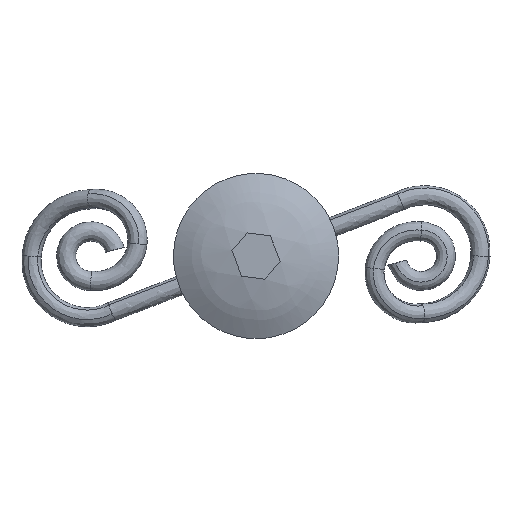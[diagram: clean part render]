
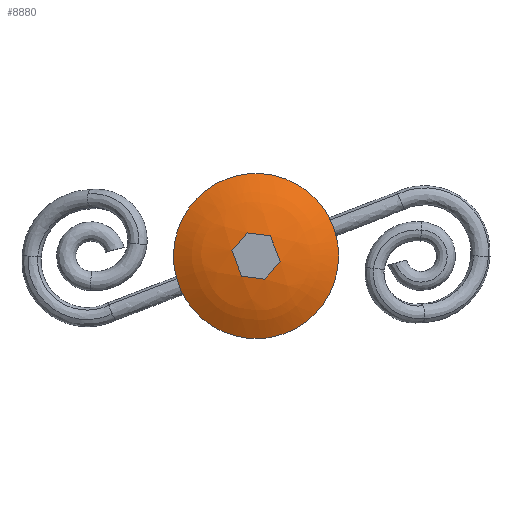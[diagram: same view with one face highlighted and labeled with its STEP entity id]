
A CAD part, top view. The second image highlights one B-rep face of the part: STEP entity #8880.
In plain terms, the highlighted free-form (B-spline) face has degree [2, 2] with [4, 4] control points.
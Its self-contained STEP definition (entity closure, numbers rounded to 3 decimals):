
#6104=CARTESIAN_POINT('',(-0.708,5.958,7.852));
#6105=VERTEX_POINT('',#6104);
#6111=CARTESIAN_POINT('',(6.0,0.0,7.852));
#6112=VERTEX_POINT('',#6111);
#6113=CARTESIAN_POINT('',(-0.708,5.958,7.852));
#6114=CARTESIAN_POINT('',(-0.355,6.0,7.852));
#6115=CARTESIAN_POINT('',(0.0,6.0,7.852));
#6116=CARTESIAN_POINT('',(6.0,6.0,7.852));
#6117=CARTESIAN_POINT('',(6.0,0.0,7.852));
#6125=(BOUNDED_CURVE()B_SPLINE_CURVE(2,(#6113,#6114,#6115,#6116,#6117),.UNSPECIFIED.,.F.,.U.)B_SPLINE_CURVE_WITH_KNOTS((3,2,3),(0.23,0.25,0.5),.UNSPECIFIED.)CURVE()GEOMETRIC_REPRESENTATION_ITEM()RATIONAL_B_SPLINE_CURVE((0.956,0.976,1.0,0.707,1.0))REPRESENTATION_ITEM(''));
#6126=EDGE_CURVE('',#6105,#6112,#6125,.T.);
#6128=CARTESIAN_POINT('',(0.366,-5.989,7.852));
#6129=VERTEX_POINT('',#6128);
#6130=CARTESIAN_POINT('',(6.0,0.0,7.852));
#6131=CARTESIAN_POINT('',(6.0,-5.644,7.852));
#6132=CARTESIAN_POINT('',(0.366,-5.989,7.852));
#6140=(BOUNDED_CURVE()B_SPLINE_CURVE(2,(#6130,#6131,#6132),.UNSPECIFIED.,.F.,.U.)B_SPLINE_CURVE_WITH_KNOTS((3,3),(0.5,0.739),.UNSPECIFIED.)CURVE()GEOMETRIC_REPRESENTATION_ITEM()RATIONAL_B_SPLINE_CURVE((1.0,0.72,0.976))REPRESENTATION_ITEM(''));
#6141=EDGE_CURVE('',#6112,#6129,#6140,.T.);
#6215=CARTESIAN_POINT('',(-6.0,0.0,7.852));
#6216=VERTEX_POINT('',#6215);
#6217=CARTESIAN_POINT('',(0.366,-5.989,7.852));
#6218=CARTESIAN_POINT('',(0.183,-6.0,7.852));
#6219=CARTESIAN_POINT('',(0.0,-6.0,7.852));
#6220=CARTESIAN_POINT('',(-6.0,-6.0,7.852));
#6221=CARTESIAN_POINT('',(-6.0,0.0,7.852));
#6229=(BOUNDED_CURVE()B_SPLINE_CURVE(2,(#6217,#6218,#6219,#6220,#6221),.UNSPECIFIED.,.F.,.U.)B_SPLINE_CURVE_WITH_KNOTS((3,2,3),(0.739,0.75,1.0),.UNSPECIFIED.)CURVE()GEOMETRIC_REPRESENTATION_ITEM()RATIONAL_B_SPLINE_CURVE((0.976,0.988,1.0,0.707,1.0))REPRESENTATION_ITEM(''));
#6230=EDGE_CURVE('',#6129,#6216,#6229,.T.);
#6232=CARTESIAN_POINT('',(-6.0,0.0,7.852));
#6233=CARTESIAN_POINT('',(-6.0,5.329,7.852));
#6234=CARTESIAN_POINT('',(-0.708,5.958,7.852));
#6242=(BOUNDED_CURVE()B_SPLINE_CURVE(2,(#6232,#6233,#6234),.UNSPECIFIED.,.F.,.U.)B_SPLINE_CURVE_WITH_KNOTS((3,3),(0.0,0.23),.UNSPECIFIED.)CURVE()GEOMETRIC_REPRESENTATION_ITEM()RATIONAL_B_SPLINE_CURVE((1.0,0.731,0.956))REPRESENTATION_ITEM(''));
#6243=EDGE_CURVE('',#6216,#6105,#6242,.T.);
#8637=CARTESIAN_POINT('',(-1.044,-1.466,9.316));
#8638=VERTEX_POINT('',#8637);
#8639=CARTESIAN_POINT('',(0.645,-1.68,9.316));
#8640=VERTEX_POINT('',#8639);
#8641=CARTESIAN_POINT('',(-1.044,-1.466,9.316));
#8642=CARTESIAN_POINT('',(-0.199,-1.573,9.377));
#8643=CARTESIAN_POINT('',(0.645,-1.68,9.316));
#8651=(BOUNDED_CURVE()B_SPLINE_CURVE(2,(#8641,#8642,#8643),.UNSPECIFIED.,.F.,.U.)CURVE()GEOMETRIC_REPRESENTATION_ITEM()QUASI_UNIFORM_CURVE()RATIONAL_B_SPLINE_CURVE((1.0,0.997,1.0))REPRESENTATION_ITEM(''));
#8652=EDGE_CURVE('',#8638,#8640,#8651,.T.);
#8673=CARTESIAN_POINT('',(-1.757,0.391,9.316));
#8674=VERTEX_POINT('',#8673);
#8675=CARTESIAN_POINT('',(-1.757,0.391,9.316));
#8676=CARTESIAN_POINT('',(-1.4,-0.538,9.399));
#8677=CARTESIAN_POINT('',(-1.044,-1.466,9.316));
#8685=(BOUNDED_CURVE()B_SPLINE_CURVE(2,(#8675,#8676,#8677),.UNSPECIFIED.,.F.,.U.)CURVE()GEOMETRIC_REPRESENTATION_ITEM()QUASI_UNIFORM_CURVE()RATIONAL_B_SPLINE_CURVE((1.0,0.997,1.0))REPRESENTATION_ITEM(''));
#8686=EDGE_CURVE('',#8674,#8638,#8685,.T.);
#8703=CARTESIAN_POINT('',(-0.645,1.68,9.316));
#8704=VERTEX_POINT('',#8703);
#8705=CARTESIAN_POINT('',(-0.645,1.68,9.316));
#8706=CARTESIAN_POINT('',(-1.201,1.036,9.377));
#8707=CARTESIAN_POINT('',(-1.757,0.391,9.316));
#8715=(BOUNDED_CURVE()B_SPLINE_CURVE(2,(#8705,#8706,#8707),.UNSPECIFIED.,.F.,.U.)CURVE()GEOMETRIC_REPRESENTATION_ITEM()QUASI_UNIFORM_CURVE()RATIONAL_B_SPLINE_CURVE((1.0,0.997,1.0))REPRESENTATION_ITEM(''));
#8716=EDGE_CURVE('',#8704,#8674,#8715,.T.);
#8733=CARTESIAN_POINT('',(1.044,1.466,9.316));
#8734=VERTEX_POINT('',#8733);
#8735=CARTESIAN_POINT('',(1.044,1.466,9.316));
#8736=CARTESIAN_POINT('',(0.199,1.573,9.377));
#8737=CARTESIAN_POINT('',(-0.645,1.68,9.316));
#8745=(BOUNDED_CURVE()B_SPLINE_CURVE(2,(#8735,#8736,#8737),.UNSPECIFIED.,.F.,.U.)CURVE()GEOMETRIC_REPRESENTATION_ITEM()QUASI_UNIFORM_CURVE()RATIONAL_B_SPLINE_CURVE((1.0,0.997,1.0))REPRESENTATION_ITEM(''));
#8746=EDGE_CURVE('',#8734,#8704,#8745,.T.);
#8763=CARTESIAN_POINT('',(1.757,-0.391,9.316));
#8764=VERTEX_POINT('',#8763);
#8765=CARTESIAN_POINT('',(1.757,-0.391,9.316));
#8766=CARTESIAN_POINT('',(1.4,0.538,9.399));
#8767=CARTESIAN_POINT('',(1.044,1.466,9.316));
#8775=(BOUNDED_CURVE()B_SPLINE_CURVE(2,(#8765,#8766,#8767),.UNSPECIFIED.,.F.,.U.)CURVE()GEOMETRIC_REPRESENTATION_ITEM()QUASI_UNIFORM_CURVE()RATIONAL_B_SPLINE_CURVE((1.0,0.997,1.0))REPRESENTATION_ITEM(''));
#8776=EDGE_CURVE('',#8764,#8734,#8775,.T.);
#8793=CARTESIAN_POINT('',(0.645,-1.68,9.316));
#8794=CARTESIAN_POINT('',(1.201,-1.036,9.377));
#8795=CARTESIAN_POINT('',(1.757,-0.391,9.316));
#8803=(BOUNDED_CURVE()B_SPLINE_CURVE(2,(#8793,#8794,#8795),.UNSPECIFIED.,.F.,.U.)CURVE()GEOMETRIC_REPRESENTATION_ITEM()QUASI_UNIFORM_CURVE()RATIONAL_B_SPLINE_CURVE((1.0,0.997,1.0))REPRESENTATION_ITEM(''));
#8804=EDGE_CURVE('',#8640,#8764,#8803,.T.);
#8842=CARTESIAN_POINT('',(-6.031,-6.031,5.914));
#8843=CARTESIAN_POINT('',(-3.254,-6.509,7.543));
#8844=CARTESIAN_POINT('',(3.254,-6.509,7.543));
#8845=CARTESIAN_POINT('',(6.031,-6.031,5.914));
#8846=CARTESIAN_POINT('',(-6.509,-3.254,7.543));
#8847=CARTESIAN_POINT('',(-3.534,-3.534,9.452));
#8848=CARTESIAN_POINT('',(3.534,-3.534,9.452));
#8849=CARTESIAN_POINT('',(6.509,-3.254,7.543));
#8850=CARTESIAN_POINT('',(-6.509,3.254,7.543));
#8851=CARTESIAN_POINT('',(-3.534,3.534,9.452));
#8852=CARTESIAN_POINT('',(3.534,3.534,9.452));
#8853=CARTESIAN_POINT('',(6.509,3.254,7.543));
#8854=CARTESIAN_POINT('',(-6.031,6.031,5.914));
#8855=CARTESIAN_POINT('',(-3.254,6.509,7.543));
#8856=CARTESIAN_POINT('',(3.254,6.509,7.543));
#8857=CARTESIAN_POINT('',(6.031,6.031,5.914));
#8865=(BOUNDED_SURFACE()B_SPLINE_SURFACE(2,2,((#8842,#8846,#8850,#8854),(#8843,#8847,#8851,#8855),(#8844,#8848,#8852,#8856),(#8845,#8849,#8853,#8857)),.UNSPECIFIED.,.F.,.F.,.U.)B_SPLINE_SURFACE_WITH_KNOTS((3,1,3),(3,1,3),(0.0,6.777,13.554),(0.0,6.777,13.554),.UNSPECIFIED.)GEOMETRIC_REPRESENTATION_ITEM()RATIONAL_B_SPLINE_SURFACE(((1.172,1.086,1.086,1.172),(1.086,1.0,1.0,1.086),(1.086,1.0,1.0,1.086),(1.172,1.086,1.086,1.172)))REPRESENTATION_ITEM('')SURFACE());
#8866=ORIENTED_EDGE('',*,*,#6230,.F.);
#8867=ORIENTED_EDGE('',*,*,#6141,.F.);
#8868=ORIENTED_EDGE('',*,*,#6126,.F.);
#8869=ORIENTED_EDGE('',*,*,#6243,.F.);
#8870=EDGE_LOOP('',(#8866,#8867,#8868,#8869));
#8871=FACE_OUTER_BOUND('',#8870,.T.);
#8872=ORIENTED_EDGE('',*,*,#8804,.F.);
#8873=ORIENTED_EDGE('',*,*,#8652,.F.);
#8874=ORIENTED_EDGE('',*,*,#8686,.F.);
#8875=ORIENTED_EDGE('',*,*,#8716,.F.);
#8876=ORIENTED_EDGE('',*,*,#8746,.F.);
#8877=ORIENTED_EDGE('',*,*,#8776,.F.);
#8878=EDGE_LOOP('',(#8872,#8873,#8874,#8875,#8876,#8877));
#8879=FACE_BOUND('',#8878,.T.);
#8880=ADVANCED_FACE('',(#8871,#8879),#8865,.T.);
